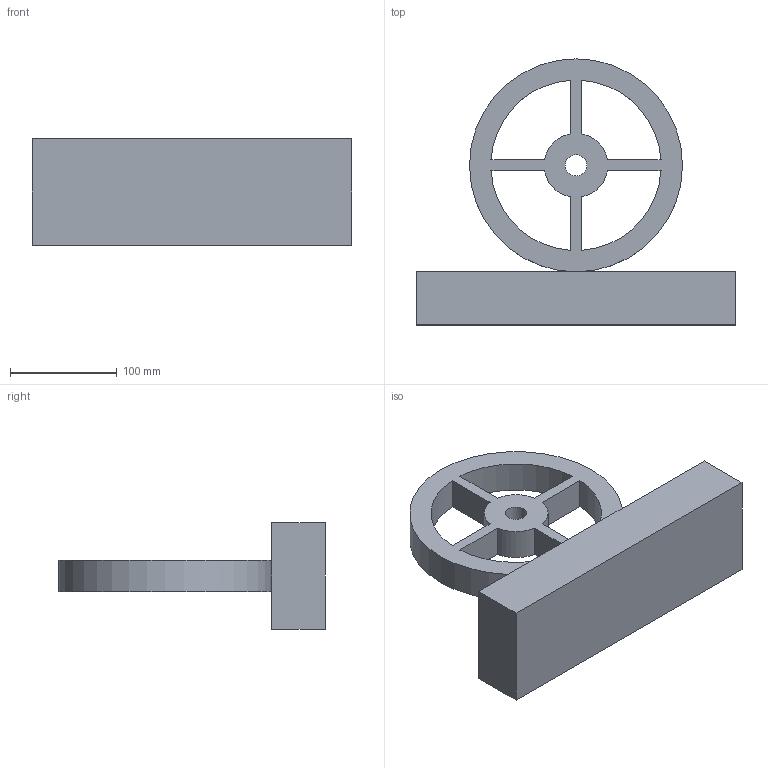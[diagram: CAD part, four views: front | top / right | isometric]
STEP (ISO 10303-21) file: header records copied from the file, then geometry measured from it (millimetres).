
FILE_DESCRIPTION(('FreeCAD Model'),'2;1');
FILE_NAME('001.step', '2016-07-08T00:22:53',('Author'),(''), 'Open CASCADE STEP processor 6.8','FreeCAD','Unknown');
FILE_SCHEMA(('AUTOMOTIVE_DESIGN_CC2 { 1 2 10303 214 -1 1 5 4 }'));
Length unit declared in the file: millimetre
Products named in the file (3): ASSEMBLY; Pad; Pad001
Assembly tree (2 placements, depth 2):
  ASSEMBLY
    Pad
    Pad001
Bounding box: 300 x 250 x 100 mm (x, y, z)
Volume: 1974795.1 mm3; surface area: 182778.8 mm2
Topology: 2 solids, 2 shells, 26 faces, 66 edges, 44 vertices
Faces by surface type: plane 16, cylinder 10
Full cylindrical faces by diameter (mm): 20 x1, 200 x1
Entity records: 1793 total; most frequent: CARTESIAN_POINT 391, DIRECTION 256, LINE 158, VECTOR 158, ORIENTED_EDGE 132, PCURVE 132, DEFINITIONAL_REPRESENTATION 132, EDGE_CURVE 66
